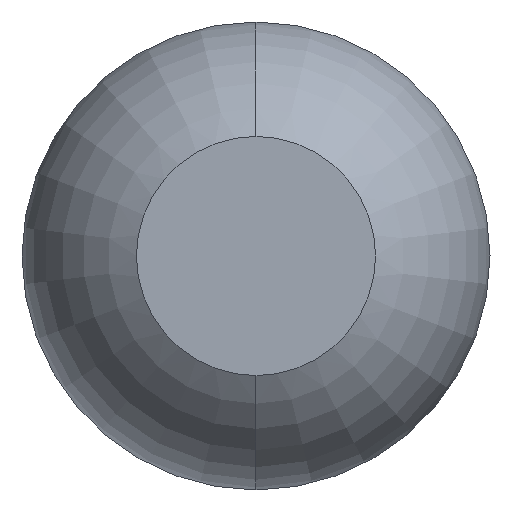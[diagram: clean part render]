
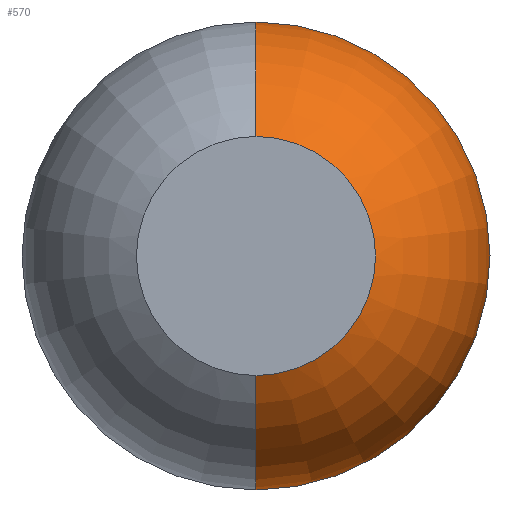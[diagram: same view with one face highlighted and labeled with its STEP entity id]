
A CAD part, front view. The second image highlights one B-rep face of the part: STEP entity #570.
In plain terms, the highlighted toroidal (fillet/blend) face has major radius 0.035 mm and minor radius 0.65 mm.
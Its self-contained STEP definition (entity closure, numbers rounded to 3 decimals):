
#40 = DIRECTION ( 'NONE',  ( 1., 0., 0. ) ) ;
#227 = CIRCLE ( 'NONE', #2317, 0.685 ) ;
#350 = CARTESIAN_POINT ( 'NONE',  ( 0., -24.431, 0. ) ) ;
#356 = DIRECTION ( 'NONE',  ( 0., -1., 0. ) ) ;
#395 = CARTESIAN_POINT ( 'NONE',  ( 0., -24.431, 0.035 ) ) ;
#397 = DIRECTION ( 'NONE',  ( 0., 0., 1. ) ) ;
#400 = DIRECTION ( 'NONE',  ( 0., 0., -1. ) ) ;
#430 = CIRCLE ( 'NONE', #3540, 0.65 ) ;
#435 = DIRECTION ( 'NONE',  ( -1., 0., 0. ) ) ;
#481 = ORIENTED_EDGE ( 'NONE', *, *, #2131, .F. ) ;
#570 = ADVANCED_FACE ( 'Defeature ausgef�hrt2_4', ( #934 ), #2467, .T. ) ;
#934 = FACE_OUTER_BOUND ( 'NONE', #2726, .T. ) ;
#972 = DIRECTION ( 'NONE',  ( 0., 0., -1. ) ) ;
#1077 = VERTEX_POINT ( 'NONE', #3133 ) ;
#1231 = VERTEX_POINT ( 'NONE', #1588 ) ;
#1366 = CARTESIAN_POINT ( 'NONE',  ( 0., -24.431, -0.035 ) ) ;
#1528 = ORIENTED_EDGE ( 'NONE', *, *, #3002, .T. ) ;
#1588 = CARTESIAN_POINT ( 'NONE',  ( 0., -24.431, 0.685 ) ) ;
#1958 = ORIENTED_EDGE ( 'NONE', *, *, #3426, .T. ) ;
#2042 = CARTESIAN_POINT ( 'NONE',  ( 0., -24.431, -0.685 ) ) ;
#2092 = AXIS2_PLACEMENT_3D ( 'NONE', #3158, #356, #400 ) ;
#2131 = EDGE_CURVE ( 'NONE', #4053, #2397, #2386, .T. ) ;
#2227 = DIRECTION ( 'NONE',  ( 0., -1., 0. ) ) ;
#2287 = DIRECTION ( 'NONE',  ( 0., 0., -1. ) ) ;
#2317 = AXIS2_PLACEMENT_3D ( 'NONE', #2850, #4101, #3477 ) ;
#2386 = CIRCLE ( 'NONE', #3406, 0.65 ) ;
#2397 = VERTEX_POINT ( 'NONE', #2869 ) ;
#2467 = TOROIDAL_SURFACE ( 'NONE', #2882, 0.035, 0.65 ) ;
#2726 = EDGE_LOOP ( 'NONE', ( #1958, #1528, #3239, #481 ) ) ;
#2850 = CARTESIAN_POINT ( 'NONE',  ( 0., -24.431, 0. ) ) ;
#2869 = CARTESIAN_POINT ( 'NONE',  ( 0., -25., -0.35 ) ) ;
#2882 = AXIS2_PLACEMENT_3D ( 'NONE', #350, #2227, #2287 ) ;
#3002 = EDGE_CURVE ( 'NONE', #1231, #1077, #430, .T. ) ;
#3122 = CIRCLE ( 'NONE', #2092, 0.35 ) ;
#3133 = CARTESIAN_POINT ( 'NONE',  ( 0., -25., 0.35 ) ) ;
#3158 = CARTESIAN_POINT ( 'NONE',  ( 0., -25., 0. ) ) ;
#3239 = ORIENTED_EDGE ( 'NONE', *, *, #3494, .F. ) ;
#3406 = AXIS2_PLACEMENT_3D ( 'NONE', #1366, #435, #397 ) ;
#3426 = EDGE_CURVE ( 'Defeature ausgef�hrt2_4+Defeature ausgef�hrt2_5+Defeature ausgef�hrt2_5+Defeature ausgef�hrt2_5', #4053, #1231, #227, .T. ) ;
#3477 = DIRECTION ( 'NONE',  ( 0., 0., -1. ) ) ;
#3494 = EDGE_CURVE ( 'Defeature ausgef�hrt2_18+Defeature ausgef�hrt2_4+Defeature ausgef�hrt2_4+Defeature ausgef�hrt2_4', #2397, #1077, #3122, .T. ) ;
#3540 = AXIS2_PLACEMENT_3D ( 'NONE', #395, #40, #972 ) ;
#4053 = VERTEX_POINT ( 'NONE', #2042 ) ;
#4101 = DIRECTION ( 'NONE',  ( 0., -1., 0. ) ) ;
